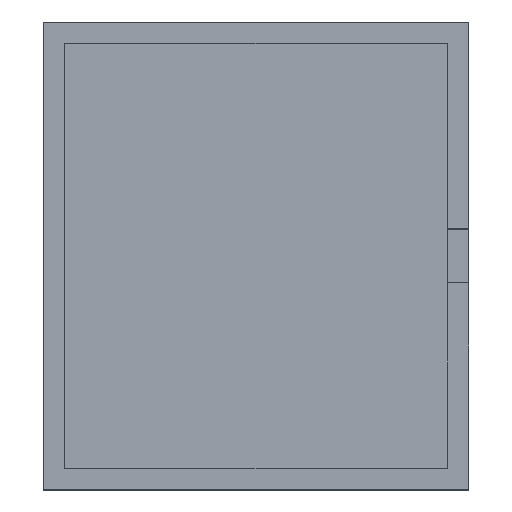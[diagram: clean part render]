
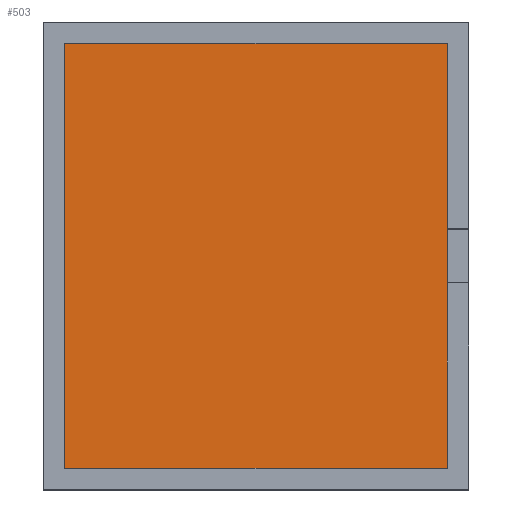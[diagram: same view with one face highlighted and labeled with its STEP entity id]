
A CAD part, top view. The second image highlights one B-rep face of the part: STEP entity #503.
In plain terms, the highlighted planar face has unit normal (0, 0, 1).
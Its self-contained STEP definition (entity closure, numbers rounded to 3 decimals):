
#47=PLANE('',#555);
#72=FACE_OUTER_BOUND('',#110,.T.);
#110=EDGE_LOOP('',(#466,#467,#468,#469));
#154=LINE('',#800,#208);
#158=LINE('',#808,#212);
#161=LINE('',#814,#215);
#164=LINE('',#819,#218);
#208=VECTOR('',#665,10.);
#212=VECTOR('',#671,10.);
#215=VECTOR('',#676,10.);
#218=VECTOR('',#681,10.);
#268=VERTEX_POINT('',#798);
#269=VERTEX_POINT('',#799);
#272=VERTEX_POINT('',#807);
#274=VERTEX_POINT('',#813);
#330=EDGE_CURVE('',#268,#269,#154,.T.);
#334=EDGE_CURVE('',#269,#272,#158,.T.);
#337=EDGE_CURVE('',#272,#274,#161,.T.);
#340=EDGE_CURVE('',#274,#268,#164,.T.);
#466=ORIENTED_EDGE('',*,*,#340,.T.);
#467=ORIENTED_EDGE('',*,*,#330,.T.);
#468=ORIENTED_EDGE('',*,*,#334,.T.);
#469=ORIENTED_EDGE('',*,*,#337,.T.);
#503=ADVANCED_FACE('',(#72),#47,.T.);
#555=AXIS2_PLACEMENT_3D('',#821,#683,#684);
#665=DIRECTION('',(-1.,0.,0.));
#671=DIRECTION('',(0.,-1.,0.));
#676=DIRECTION('',(1.,0.,0.));
#681=DIRECTION('',(0.,1.,0.));
#683=DIRECTION('center_axis',(0.,0.,1.));
#684=DIRECTION('ref_axis',(1.,0.,0.));
#798=CARTESIAN_POINT('',(300.,330.,0.));
#799=CARTESIAN_POINT('',(0.,330.,0.));
#800=CARTESIAN_POINT('',(300.,330.,0.));
#807=CARTESIAN_POINT('',(0.,0.,0.));
#808=CARTESIAN_POINT('',(0.,330.,0.));
#813=CARTESIAN_POINT('',(300.,0.,0.));
#814=CARTESIAN_POINT('',(0.,0.,0.));
#819=CARTESIAN_POINT('',(300.,0.,0.));
#821=CARTESIAN_POINT('Origin',(150.,165.,0.));
